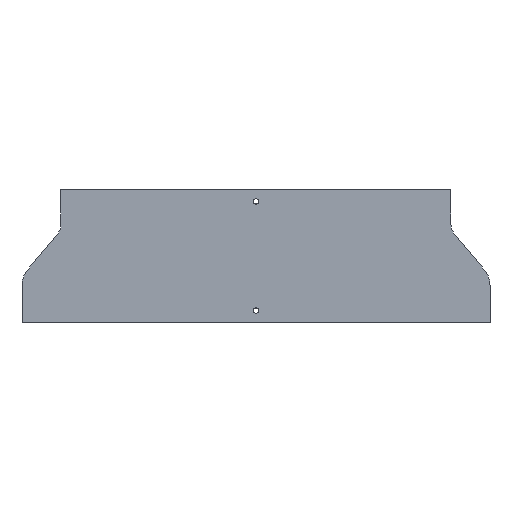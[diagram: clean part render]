
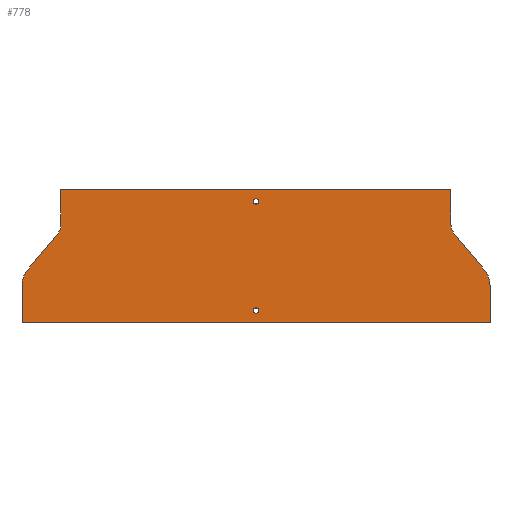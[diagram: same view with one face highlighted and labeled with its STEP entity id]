
A CAD part, front view. The second image highlights one B-rep face of the part: STEP entity #778.
In plain terms, the highlighted planar face has unit normal (0, -1, 0).
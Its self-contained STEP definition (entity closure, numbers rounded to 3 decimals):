
#9 = CARTESIAN_POINT ( 'NONE',  ( -270., 0., -44.139 ) ) ;
#34 = CARTESIAN_POINT ( 'NONE',  ( -250., 0., 0. ) ) ;
#49 = DIRECTION ( 'NONE',  ( 1., 0., 0. ) ) ;
#72 = PLANE ( 'NONE',  #1069 ) ;
#77 = DIRECTION ( 'NONE',  ( 0., 1., 0. ) ) ;
#105 = DIRECTION ( 'NONE',  ( 0., 0., 1. ) ) ;
#216 = CARTESIAN_POINT ( 'NONE',  ( 300., 0., -122.241 ) ) ;
#224 = DIRECTION ( 'NONE',  ( 0., 0., -1. ) ) ;
#231 = DIRECTION ( 'NONE',  ( 0., 0., -1. ) ) ;
#289 = DIRECTION ( 'NONE',  ( 0., 0., 1. ) ) ;
#293 = CARTESIAN_POINT ( 'NONE',  ( -250., 0., 0. ) ) ;
#331 = CARTESIAN_POINT ( 'NONE',  ( 250., 0., 0. ) ) ;
#348 = CARTESIAN_POINT ( 'NONE',  ( -300., 0., -170. ) ) ;
#349 = DIRECTION ( 'NONE',  ( -1., 0., 0. ) ) ;
#352 = DIRECTION ( 'NONE',  ( 0., 0., -1. ) ) ;
#372 = CARTESIAN_POINT ( 'NONE',  ( 270., 0., -122.241 ) ) ;
#373 = DIRECTION ( 'NONE',  ( 0., 1., 0. ) ) ;
#379 = CARTESIAN_POINT ( 'NONE',  ( 270., 0., -44.139 ) ) ;
#380 = DIRECTION ( 'NONE',  ( 0., -1., 0. ) ) ;
#381 = DIRECTION ( 'NONE',  ( 0., 0., -1. ) ) ;
#382 = CARTESIAN_POINT ( 'NONE',  ( 254.636, 0., -56.942 ) ) ;
#383 = DIRECTION ( 'NONE',  ( 0.64, 0., -0.768 ) ) ;
#391 = CARTESIAN_POINT ( 'NONE',  ( 0., 0., -15. ) ) ;
#392 = DIRECTION ( 'NONE',  ( 0., -1., 0. ) ) ;
#393 = DIRECTION ( 'NONE',  ( 0., 0., -1. ) ) ;
#395 = DIRECTION ( 'NONE',  ( 0., -1., 0. ) ) ;
#396 = DIRECTION ( 'NONE',  ( 0., 0., -1. ) ) ;
#397 = CARTESIAN_POINT ( 'NONE',  ( 0., 0., -155. ) ) ;
#404 = DIRECTION ( 'NONE',  ( 0., -1., 0. ) ) ;
#405 = DIRECTION ( 'NONE',  ( 0., 0., 1. ) ) ;
#406 = CARTESIAN_POINT ( 'NONE',  ( -270., 0., -44.139 ) ) ;
#415 = CARTESIAN_POINT ( 'NONE',  ( -254.636, 0., -56.942 ) ) ;
#416 = DIRECTION ( 'NONE',  ( 0., 0., 1. ) ) ;
#418 = CARTESIAN_POINT ( 'NONE',  ( -270., 0., -122.241 ) ) ;
#419 = DIRECTION ( 'NONE',  ( 0., 1., 0. ) ) ;
#420 = DIRECTION ( 'NONE',  ( 0.64, 0., 0.768 ) ) ;
#425 = CARTESIAN_POINT ( 'NONE',  ( -300., 0., -122.241 ) ) ;
#429 = DIRECTION ( 'NONE',  ( 0., 0., 1. ) ) ;
#526 = CARTESIAN_POINT ( 'NONE',  ( 300., 0., -170. ) ) ;
#535 = CARTESIAN_POINT ( 'NONE',  ( 0., 0., -18.5 ) ) ;
#655 = CARTESIAN_POINT ( 'NONE',  ( -250., 0., -44.139 ) ) ;
#669 = CARTESIAN_POINT ( 'NONE',  ( 254.636, 0., -56.942 ) ) ;
#672 = CARTESIAN_POINT ( 'NONE',  ( 300., 0., -122.241 ) ) ;
#676 = CARTESIAN_POINT ( 'NONE',  ( 293.047, 0., -103.035 ) ) ;
#684 = CARTESIAN_POINT ( 'NONE',  ( 250., 0., 0. ) ) ;
#685 = CARTESIAN_POINT ( 'NONE',  ( -250., 0., 0. ) ) ;
#693 = CARTESIAN_POINT ( 'NONE',  ( 250., 0., -44.139 ) ) ;
#696 = CARTESIAN_POINT ( 'NONE',  ( -254.636, 0., -56.942 ) ) ;
#721 = CARTESIAN_POINT ( 'NONE',  ( -300., 0., -122.241 ) ) ;
#731 = CARTESIAN_POINT ( 'NONE',  ( -300., 0., -170. ) ) ;
#733 = CARTESIAN_POINT ( 'NONE',  ( -293.047, 0., -103.035 ) ) ;
#742 = CARTESIAN_POINT ( 'NONE',  ( 0., 0., -158.5 ) ) ;
#772 = EDGE_CURVE ( 'NONE', #1771, #1770, #1237, .T. ) ;
#778 = ADVANCED_FACE ( 'NONE', ( #1246, #1249, #1236 ), #72, .F. ) ;
#845 = AXIS2_PLACEMENT_3D ( 'NONE', #379, #380, #381 ) ;
#847 = AXIS2_PLACEMENT_3D ( 'NONE', #372, #373, #231 ) ;
#857 = AXIS2_PLACEMENT_3D ( 'NONE', #418, #419, #416 ) ;
#859 = AXIS2_PLACEMENT_3D ( 'NONE', #406, #404, #405 ) ;
#861 = AXIS2_PLACEMENT_3D ( 'NONE', #397, #395, #396 ) ;
#862 = AXIS2_PLACEMENT_3D ( 'NONE', #391, #392, #393 ) ;
#918 = EDGE_CURVE ( 'NONE', #1741, #1771, #1364, .T. ) ;
#928 = EDGE_CURVE ( 'NONE', #1770, #1779, #1387, .T. ) ;
#931 = EDGE_CURVE ( 'NONE', #1779, #1755, #1395, .T. ) ;
#934 = EDGE_CURVE ( 'NONE', #1755, #1762, #1400, .T. ) ;
#937 = EDGE_CURVE ( 'NONE', #1762, #1758, #1405, .T. ) ;
#948 = EDGE_CURVE ( 'NONE', #1758, #1853, #1420, .T. ) ;
#951 = EDGE_CURVE ( 'NONE', #1853, #1828, #1427, .T. ) ;
#965 = EDGE_CURVE ( 'NONE', #1828, #1818, #1450, .T. ) ;
#968 = EDGE_CURVE ( 'NONE', #1818, #1830, #1457, .T. ) ;
#971 = EDGE_CURVE ( 'NONE', #1830, #1793, #1462, .T. ) ;
#974 = EDGE_CURVE ( 'NONE', #1793, #1741, #1467, .T. ) ;
#976 = EDGE_CURVE ( 'NONE', #1616, #1616, #1470, .T. ) ;
#977 = EDGE_CURVE ( 'NONE', #1615, #1615, #1473, .T. ) ;
#1069 = AXIS2_PLACEMENT_3D ( 'NONE', #9, #77, #105 ) ;
#1236 = FACE_OUTER_BOUND ( 'NONE', #1720, .T. ) ;
#1237 = LINE ( 'NONE', #34, #1240 ) ;
#1240 = VECTOR ( 'NONE', #49, 1000. ) ;
#1246 = FACE_BOUND ( 'NONE', #1712, .T. ) ;
#1249 = FACE_BOUND ( 'NONE', #1693, .T. ) ;
#1364 = LINE ( 'NONE', #293, #1377 ) ;
#1377 = VECTOR ( 'NONE', #289, 1000. ) ;
#1387 = LINE ( 'NONE', #331, #1392 ) ;
#1392 = VECTOR ( 'NONE', #224, 1000. ) ;
#1395 = CIRCLE ( 'NONE', #845, 20. ) ;
#1400 = LINE ( 'NONE', #382, #1402 ) ;
#1402 = VECTOR ( 'NONE', #383, 1000. ) ;
#1405 = CIRCLE ( 'NONE', #847, 30. ) ;
#1420 = LINE ( 'NONE', #216, #1424 ) ;
#1424 = VECTOR ( 'NONE', #352, 1000. ) ;
#1427 = LINE ( 'NONE', #348, #1430 ) ;
#1430 = VECTOR ( 'NONE', #349, 1000. ) ;
#1450 = LINE ( 'NONE', #425, #1454 ) ;
#1454 = VECTOR ( 'NONE', #429, 1000. ) ;
#1457 = CIRCLE ( 'NONE', #857, 30. ) ;
#1462 = LINE ( 'NONE', #415, #1464 ) ;
#1464 = VECTOR ( 'NONE', #420, 1000. ) ;
#1467 = CIRCLE ( 'NONE', #859, 20. ) ;
#1470 = CIRCLE ( 'NONE', #861, 3.5 ) ;
#1473 = CIRCLE ( 'NONE', #862, 3.5 ) ;
#1615 = VERTEX_POINT ( 'NONE', #535 ) ;
#1616 = VERTEX_POINT ( 'NONE', #742 ) ;
#1693 = EDGE_LOOP ( 'NONE', ( #1924 ) ) ;
#1712 = EDGE_LOOP ( 'NONE', ( #1925 ) ) ;
#1720 = EDGE_LOOP ( 'NONE', ( #1923, #1922, #1921, #1920, #1919, #1918, #1917, #1916, #1915, #1914, #1913, #1912 ) ) ;
#1741 = VERTEX_POINT ( 'NONE', #655 ) ;
#1755 = VERTEX_POINT ( 'NONE', #669 ) ;
#1758 = VERTEX_POINT ( 'NONE', #672 ) ;
#1762 = VERTEX_POINT ( 'NONE', #676 ) ;
#1770 = VERTEX_POINT ( 'NONE', #684 ) ;
#1771 = VERTEX_POINT ( 'NONE', #685 ) ;
#1779 = VERTEX_POINT ( 'NONE', #693 ) ;
#1793 = VERTEX_POINT ( 'NONE', #696 ) ;
#1818 = VERTEX_POINT ( 'NONE', #721 ) ;
#1828 = VERTEX_POINT ( 'NONE', #731 ) ;
#1830 = VERTEX_POINT ( 'NONE', #733 ) ;
#1853 = VERTEX_POINT ( 'NONE', #526 ) ;
#1912 = ORIENTED_EDGE ( 'NONE', *, *, #968, .F. ) ;
#1913 = ORIENTED_EDGE ( 'NONE', *, *, #971, .F. ) ;
#1914 = ORIENTED_EDGE ( 'NONE', *, *, #974, .F. ) ;
#1915 = ORIENTED_EDGE ( 'NONE', *, *, #918, .F. ) ;
#1916 = ORIENTED_EDGE ( 'NONE', *, *, #772, .F. ) ;
#1917 = ORIENTED_EDGE ( 'NONE', *, *, #928, .F. ) ;
#1918 = ORIENTED_EDGE ( 'NONE', *, *, #931, .F. ) ;
#1919 = ORIENTED_EDGE ( 'NONE', *, *, #934, .F. ) ;
#1920 = ORIENTED_EDGE ( 'NONE', *, *, #937, .F. ) ;
#1921 = ORIENTED_EDGE ( 'NONE', *, *, #948, .F. ) ;
#1922 = ORIENTED_EDGE ( 'NONE', *, *, #951, .F. ) ;
#1923 = ORIENTED_EDGE ( 'NONE', *, *, #965, .F. ) ;
#1924 = ORIENTED_EDGE ( 'NONE', *, *, #977, .F. ) ;
#1925 = ORIENTED_EDGE ( 'NONE', *, *, #976, .F. ) ;
